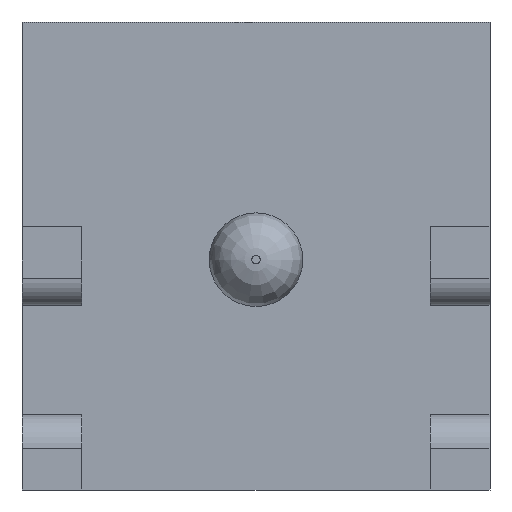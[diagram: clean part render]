
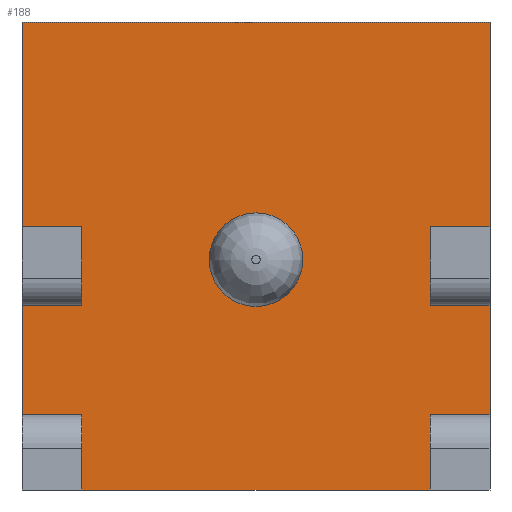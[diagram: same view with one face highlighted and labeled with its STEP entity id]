
A CAD part, left-side view. The second image highlights one B-rep face of the part: STEP entity #188.
In plain terms, the highlighted planar face has unit normal (-1, 0, 0).
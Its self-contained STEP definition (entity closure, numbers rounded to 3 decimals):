
#64 = VERTEX_POINT('',#65);
#65 = CARTESIAN_POINT('',(2.01,2.365,-0.07));
#71 = EDGE_CURVE('',#64,#72,#74,.T.);
#72 = VERTEX_POINT('',#73);
#73 = CARTESIAN_POINT('',(2.01,2.365,1.));
#74 = LINE('',#75,#76);
#75 = CARTESIAN_POINT('',(2.01,2.365,0.8));
#76 = VECTOR('',#77,1.);
#77 = DIRECTION('',(0.,0.,1.));
#102 = EDGE_CURVE('',#103,#64,#105,.T.);
#103 = VERTEX_POINT('',#104);
#104 = CARTESIAN_POINT('',(2.01,3.175,-0.07));
#105 = LINE('',#106,#107);
#106 = CARTESIAN_POINT('',(2.01,1.183,-0.07));
#107 = VECTOR('',#108,1.);
#108 = DIRECTION('',(0.,-1.,0.));
#151 = VERTEX_POINT('',#152);
#152 = CARTESIAN_POINT('',(2.01,3.175,1.));
#175 = EDGE_CURVE('',#72,#151,#176,.T.);
#176 = LINE('',#177,#178);
#177 = CARTESIAN_POINT('',(2.01,1.588,1.));
#178 = VECTOR('',#179,1.);
#179 = DIRECTION('',(0.,1.,0.));
#188 = ADVANCED_FACE('',(#189,#296),#307,.F.);
#189 = FACE_BOUND('',#190,.F.);
#190 = EDGE_LOOP('',(#191,#201,#209,#217,#225,#231,#232,#233,#234,#242,
#250,#258,#266,#274,#282,#290));
#191 = ORIENTED_EDGE('',*,*,#192,.T.);
#192 = EDGE_CURVE('',#193,#195,#197,.T.);
#193 = VERTEX_POINT('',#194);
#194 = CARTESIAN_POINT('',(2.01,-2.365,-1.555));
#195 = VERTEX_POINT('',#196);
#196 = CARTESIAN_POINT('',(2.01,-2.365,-2.575));
#197 = LINE('',#198,#199);
#198 = CARTESIAN_POINT('',(2.01,-2.365,-0.988));
#199 = VECTOR('',#200,1.);
#200 = DIRECTION('',(0.,0.,-1.));
#201 = ORIENTED_EDGE('',*,*,#202,.T.);
#202 = EDGE_CURVE('',#195,#203,#205,.T.);
#203 = VERTEX_POINT('',#204);
#204 = CARTESIAN_POINT('',(2.01,2.365,-2.575));
#205 = LINE('',#206,#207);
#206 = CARTESIAN_POINT('',(2.01,-3.175,-2.575));
#207 = VECTOR('',#208,1.);
#208 = DIRECTION('',(0.,1.,0.));
#209 = ORIENTED_EDGE('',*,*,#210,.T.);
#210 = EDGE_CURVE('',#203,#211,#213,.T.);
#211 = VERTEX_POINT('',#212);
#212 = CARTESIAN_POINT('',(2.01,2.365,-1.555));
#213 = LINE('',#214,#215);
#214 = CARTESIAN_POINT('',(2.01,2.365,-0.478));
#215 = VECTOR('',#216,1.);
#216 = DIRECTION('',(0.,0.,1.));
#217 = ORIENTED_EDGE('',*,*,#218,.T.);
#218 = EDGE_CURVE('',#211,#219,#221,.T.);
#219 = VERTEX_POINT('',#220);
#220 = CARTESIAN_POINT('',(2.01,3.175,-1.555));
#221 = LINE('',#222,#223);
#222 = CARTESIAN_POINT('',(2.01,1.588,-1.555));
#223 = VECTOR('',#224,1.);
#224 = DIRECTION('',(0.,1.,0.));
#225 = ORIENTED_EDGE('',*,*,#226,.T.);
#226 = EDGE_CURVE('',#219,#103,#227,.T.);
#227 = LINE('',#228,#229);
#228 = CARTESIAN_POINT('',(2.01,3.175,-2.575));
#229 = VECTOR('',#230,1.);
#230 = DIRECTION('',(0.,0.,1.));
#231 = ORIENTED_EDGE('',*,*,#102,.T.);
#232 = ORIENTED_EDGE('',*,*,#71,.T.);
#233 = ORIENTED_EDGE('',*,*,#175,.T.);
#234 = ORIENTED_EDGE('',*,*,#235,.T.);
#235 = EDGE_CURVE('',#151,#236,#238,.T.);
#236 = VERTEX_POINT('',#237);
#237 = CARTESIAN_POINT('',(2.01,3.175,3.775));
#238 = LINE('',#239,#240);
#239 = CARTESIAN_POINT('',(2.01,3.175,-2.575));
#240 = VECTOR('',#241,1.);
#241 = DIRECTION('',(0.,0.,1.));
#242 = ORIENTED_EDGE('',*,*,#243,.T.);
#243 = EDGE_CURVE('',#236,#244,#246,.T.);
#244 = VERTEX_POINT('',#245);
#245 = CARTESIAN_POINT('',(2.01,-3.175,3.775));
#246 = LINE('',#247,#248);
#247 = CARTESIAN_POINT('',(2.01,3.175,3.775));
#248 = VECTOR('',#249,1.);
#249 = DIRECTION('',(0.,-1.,0.));
#250 = ORIENTED_EDGE('',*,*,#251,.T.);
#251 = EDGE_CURVE('',#244,#252,#254,.T.);
#252 = VERTEX_POINT('',#253);
#253 = CARTESIAN_POINT('',(2.01,-3.175,1.));
#254 = LINE('',#255,#256);
#255 = CARTESIAN_POINT('',(2.01,-3.175,3.775));
#256 = VECTOR('',#257,1.);
#257 = DIRECTION('',(0.,0.,-1.));
#258 = ORIENTED_EDGE('',*,*,#259,.T.);
#259 = EDGE_CURVE('',#252,#260,#262,.T.);
#260 = VERTEX_POINT('',#261);
#261 = CARTESIAN_POINT('',(2.01,-2.365,1.));
#262 = LINE('',#263,#264);
#263 = CARTESIAN_POINT('',(2.01,-1.183,1.));
#264 = VECTOR('',#265,1.);
#265 = DIRECTION('',(0.,1.,0.));
#266 = ORIENTED_EDGE('',*,*,#267,.T.);
#267 = EDGE_CURVE('',#260,#268,#270,.T.);
#268 = VERTEX_POINT('',#269);
#269 = CARTESIAN_POINT('',(2.01,-2.365,-0.07));
#270 = LINE('',#271,#272);
#271 = CARTESIAN_POINT('',(2.01,-2.365,0.265));
#272 = VECTOR('',#273,1.);
#273 = DIRECTION('',(0.,0.,-1.));
#274 = ORIENTED_EDGE('',*,*,#275,.T.);
#275 = EDGE_CURVE('',#268,#276,#278,.T.);
#276 = VERTEX_POINT('',#277);
#277 = CARTESIAN_POINT('',(2.01,-3.175,-0.07));
#278 = LINE('',#279,#280);
#279 = CARTESIAN_POINT('',(2.01,-1.588,-0.07));
#280 = VECTOR('',#281,1.);
#281 = DIRECTION('',(0.,-1.,0.));
#282 = ORIENTED_EDGE('',*,*,#283,.T.);
#283 = EDGE_CURVE('',#276,#284,#286,.T.);
#284 = VERTEX_POINT('',#285);
#285 = CARTESIAN_POINT('',(2.01,-3.175,-1.555));
#286 = LINE('',#287,#288);
#287 = CARTESIAN_POINT('',(2.01,-3.175,3.775));
#288 = VECTOR('',#289,1.);
#289 = DIRECTION('',(0.,0.,-1.));
#290 = ORIENTED_EDGE('',*,*,#291,.T.);
#291 = EDGE_CURVE('',#284,#193,#292,.T.);
#292 = LINE('',#293,#294);
#293 = CARTESIAN_POINT('',(2.01,-1.183,-1.555));
#294 = VECTOR('',#295,1.);
#295 = DIRECTION('',(0.,1.,0.));
#296 = FACE_BOUND('',#297,.F.);
#297 = EDGE_LOOP('',(#298));
#298 = ORIENTED_EDGE('',*,*,#299,.F.);
#299 = EDGE_CURVE('',#300,#300,#302,.T.);
#300 = VERTEX_POINT('',#301);
#301 = CARTESIAN_POINT('',(2.01,0.635,0.55));
#302 = CIRCLE('',#303,0.635);
#303 = AXIS2_PLACEMENT_3D('',#304,#305,#306);
#304 = CARTESIAN_POINT('',(2.01,0.,0.55));
#305 = DIRECTION('',(1.,0.,0.));
#306 = DIRECTION('',(0.,1.,0.));
#307 = PLANE('',#308);
#308 = AXIS2_PLACEMENT_3D('',#309,#310,#311);
#309 = CARTESIAN_POINT('',(2.01,0.,0.6));
#310 = DIRECTION('',(1.,0.,0.));
#311 = DIRECTION('',(0.,1.,0.));
